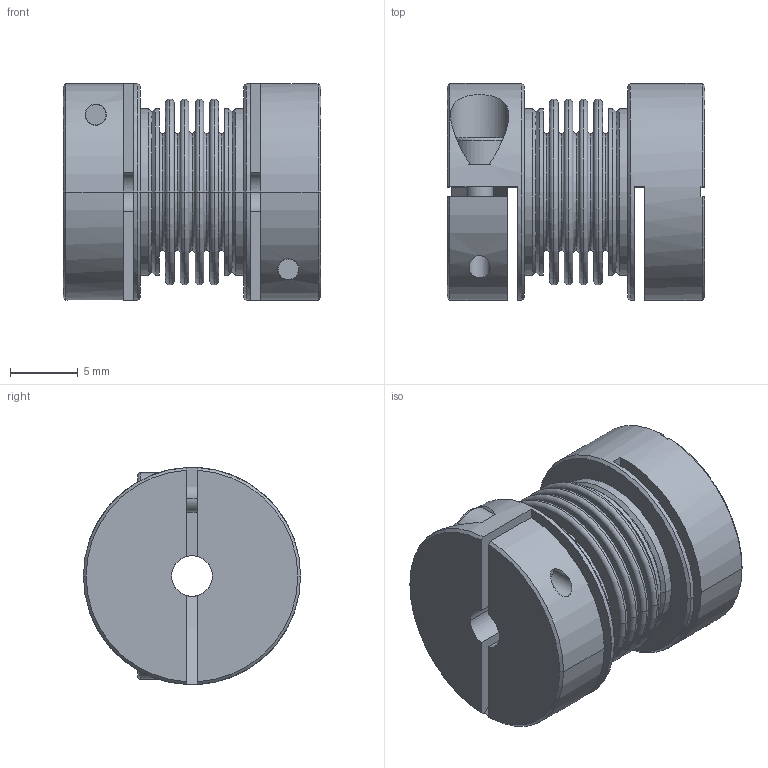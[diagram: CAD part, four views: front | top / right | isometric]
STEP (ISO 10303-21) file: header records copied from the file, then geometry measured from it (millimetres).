
FILE_DESCRIPTION(('STEP AP214'),'1');
FILE_NAME('ha-co_products_mke-7_-_3h7_-_3h7.stp','2019-08-20T04:53:19',('TraceParts'),('TraceParts S.A.'),'Spatial InterOp 3D',' ',' ');
FILE_SCHEMA(('AUTOMOTIVE_DESIGN { 1 0 10303 214 1 1 1 1 }'));
Length unit declared in the file: millimetre
Products named in the file (1): ha-co_products_mke-7_-_3h7_-_3h7
Bounding box: 19 x 16 x 16 mm (x, y, z)
Volume: 2302.2 mm3; surface area: 3899.2 mm2
Topology: 1 solids, 1 shells, 208 faces, 464 edges, 286 vertices
Faces by surface type: torus 76, plane 60, cylinder 48, cone 24
Entity records: 11495 total; most frequent: CARTESIAN_POINT 1210, DIRECTION 1160, STYLED_ITEM 959, PRESENTATION_STYLE_ASSIGNMENT 959, COLOUR_RGB 959, ORIENTED_EDGE 928, AXIS2_PLACEMENT_3D 511, EDGE_CURVE 464
